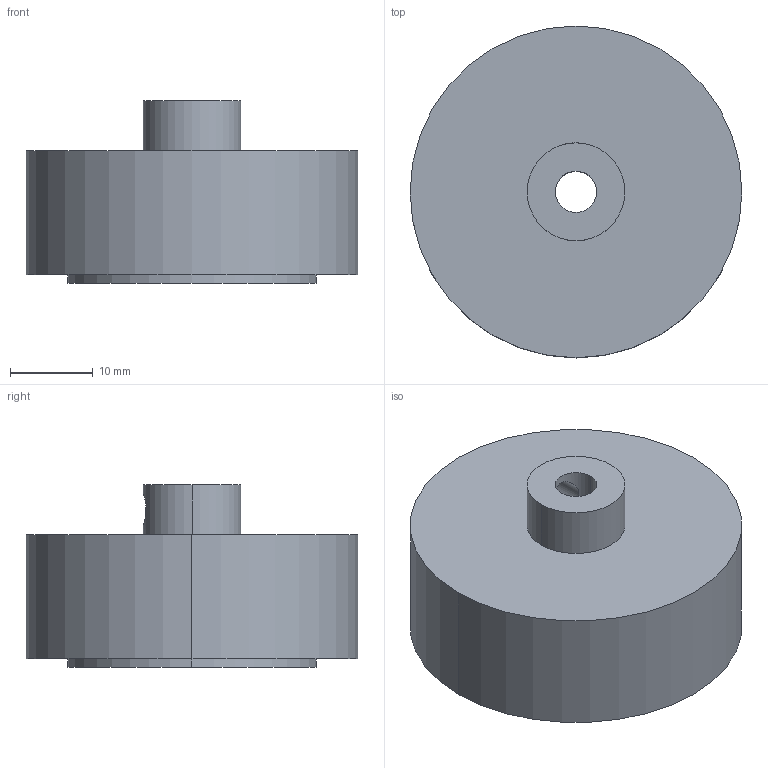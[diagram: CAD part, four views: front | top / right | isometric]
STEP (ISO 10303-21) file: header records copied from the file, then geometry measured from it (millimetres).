
FILE_DESCRIPTION (( 'STEP AP214' ), '1' );
FILE_NAME ('FD40155.STEP', '2015-01-19T00:57:58', ( 'j' ), ( '' ), 'SwSTEP 2.0', 'SolidWorks 2011', '' );
FILE_SCHEMA (( 'AUTOMOTIVE_DESIGN' ));
Length unit declared in the file: millimetre
Products named in the file (1): FD40155
Bounding box: 40 x 40 x 22 mm (x, y, z)
Volume: 19736.2 mm3; surface area: 5040.9 mm2
Topology: 1 solids, 1 shells, 14 faces, 30 edges, 20 vertices
Faces by surface type: cylinder 10, plane 4
Entity records: 542 total; most frequent: CARTESIAN_POINT 183, DIRECTION 72, ORIENTED_EDGE 60, AXIS2_PLACEMENT_3D 31, EDGE_CURVE 30, VERTEX_POINT 20, EDGE_LOOP 20, CIRCLE 16
